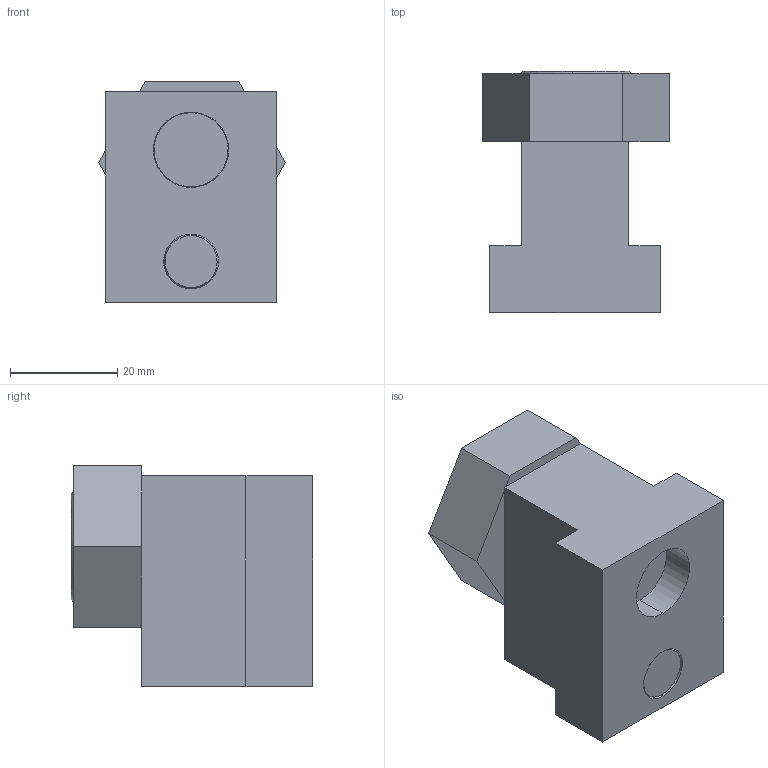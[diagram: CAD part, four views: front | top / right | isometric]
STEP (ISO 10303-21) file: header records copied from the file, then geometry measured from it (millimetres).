
FILE_DESCRIPTION (( 'STEP AP214' ), '1' );
FILE_NAME ('50DEFAU032047122895.step', '2009-03-20T08:07:12', ( 'sysAdmin' ), ( 'SolidWorks' ), 'SwSTEP 2.0', 'SolidWorks 2009', '' );
FILE_SCHEMA (( 'AUTOMOTIVE_DESIGN' ));
Length unit declared in the file: millimetre
Products named in the file (5): SW3dPS-50434_50656 HEX; SW3dPS-50434_50656 CAM SCREW; SW3dPS-50434_50656 SET SCREW; 50DEFAU032047122895; SW3dPS-50434_50656 T
Assembly tree (4 placements, depth 2):
  50DEFAU032047122895
    SW3dPS-50434_50656 CAM SCREW
    SW3dPS-50434_50656 SET SCREW
    SW3dPS-50434_50656 HEX
    SW3dPS-50434_50656 T
Bounding box: 34.81 x 44.95 x 41.08 mm (x, y, z)
Volume: 40263.8 mm3; surface area: 16010.4 mm2
Topology: 4 solids, 4 shells, 62 faces, 142 edges, 91 vertices
Faces by surface type: plane 38, cylinder 14, cone 10
Entity records: 1920 total; most frequent: CARTESIAN_POINT 324, DIRECTION 316, ORIENTED_EDGE 284, EDGE_CURVE 142, AXIS2_PLACEMENT_3D 107, VECTOR 102, LINE 102, VERTEX_POINT 91
